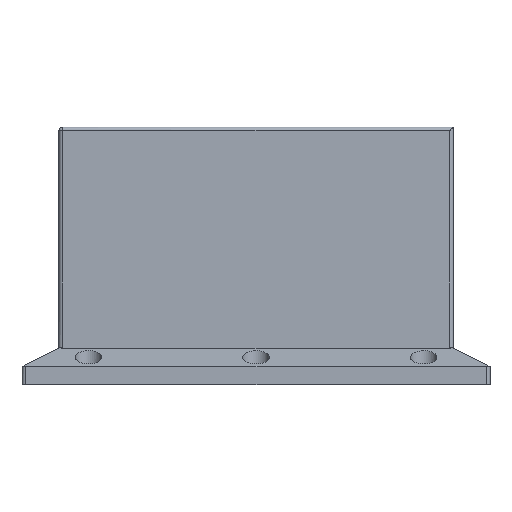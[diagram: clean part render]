
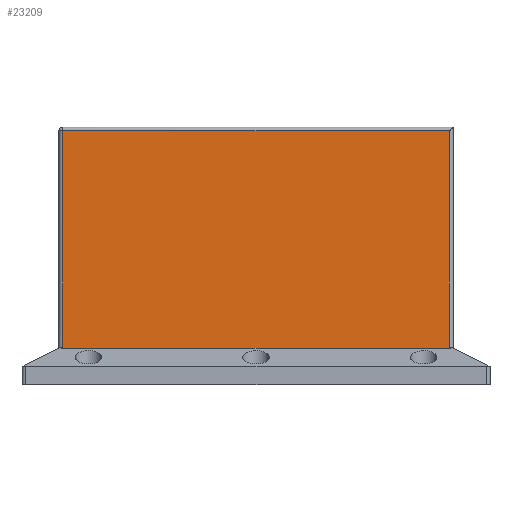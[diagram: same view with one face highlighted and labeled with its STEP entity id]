
A CAD part, left-side view. The second image highlights one B-rep face of the part: STEP entity #23209.
In plain terms, the highlighted planar face has unit normal (-1, 0, 0).
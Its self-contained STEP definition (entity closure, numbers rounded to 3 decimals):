
#2613=PLANE('',#24232);
#3521=FACE_OUTER_BOUND('',#4887,.T.);
#4887=EDGE_LOOP('',(#18978,#18979,#18980,#18981));
#5619=LINE('',#27751,#7622);
#5638=LINE('',#27839,#7641);
#5640=LINE('',#27851,#7643);
#5643=LINE('',#27857,#7646);
#7622=VECTOR('',#24516,10.);
#7641=VECTOR('',#24607,10.);
#7643=VECTOR('',#24621,10.);
#7646=VECTOR('',#24628,10.);
#9657=VERTEX_POINT('',#27748);
#9658=VERTEX_POINT('',#27750);
#9691=VERTEX_POINT('',#27838);
#9695=VERTEX_POINT('',#27847);
#12000=EDGE_CURVE('',#9658,#9657,#5619,.T.);
#12044=EDGE_CURVE('',#9691,#9657,#5638,.T.);
#12050=EDGE_CURVE('',#9658,#9695,#5640,.T.);
#12054=EDGE_CURVE('',#9695,#9691,#5643,.T.);
#18978=ORIENTED_EDGE('',*,*,#12050,.F.);
#18979=ORIENTED_EDGE('',*,*,#12000,.T.);
#18980=ORIENTED_EDGE('',*,*,#12044,.F.);
#18981=ORIENTED_EDGE('',*,*,#12054,.F.);
#23209=ADVANCED_FACE('',(#3521),#2613,.T.);
#24232=AXIS2_PLACEMENT_3D('',#36818,#26195,#26196);
#24516=DIRECTION('',(0.,-1.,0.));
#24607=DIRECTION('',(0.,0.,-1.));
#24621=DIRECTION('',(0.,0.,1.));
#24628=DIRECTION('',(0.,-1.,0.));
#26195=DIRECTION('center_axis',(-1.,0.,0.));
#26196=DIRECTION('ref_axis',(0.,-1.,0.));
#27748=CARTESIAN_POINT('',(-49.,-52.5,0.));
#27750=CARTESIAN_POINT('',(-49.,52.5,0.));
#27751=CARTESIAN_POINT('',(-49.,53.5,0.));
#27838=CARTESIAN_POINT('',(-49.,-52.5,59.));
#27839=CARTESIAN_POINT('',(-49.,-52.5,0.));
#27847=CARTESIAN_POINT('',(-49.,52.5,59.));
#27851=CARTESIAN_POINT('',(-49.,52.5,0.));
#27857=CARTESIAN_POINT('',(-49.,26.75,59.));
#36818=CARTESIAN_POINT('Origin',(-49.,53.5,0.));
